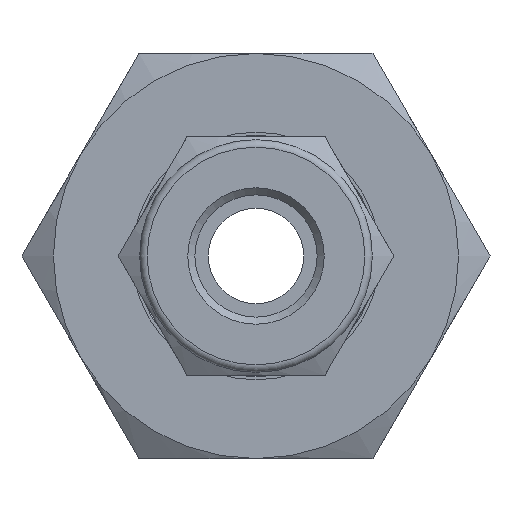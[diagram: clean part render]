
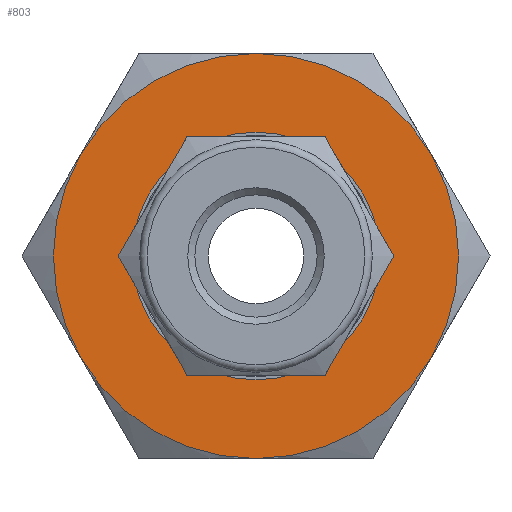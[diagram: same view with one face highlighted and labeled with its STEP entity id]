
A CAD part, left-side view. The second image highlights one B-rep face of the part: STEP entity #803.
In plain terms, the highlighted planar face has unit normal (-1, 0, 0).
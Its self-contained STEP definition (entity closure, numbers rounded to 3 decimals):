
#52=FACE_BOUND('',#209,.T.);
#76=CIRCLE('',#871,6.7);
#99=CIRCLE('',#920,13.494);
#149=FACE_OUTER_BOUND('',#208,.T.);
#208=EDGE_LOOP('',(#701));
#209=EDGE_LOOP('',(#702));
#357=VERTEX_POINT('',#1308);
#389=VERTEX_POINT('',#1442);
#446=EDGE_CURVE('',#357,#357,#76,.T.);
#498=EDGE_CURVE('',#389,#389,#99,.T.);
#701=ORIENTED_EDGE('',*,*,#498,.F.);
#702=ORIENTED_EDGE('',*,*,#446,.T.);
#756=PLANE('',#919);
#803=ADVANCED_FACE('',(#149,#52),#756,.T.);
#871=AXIS2_PLACEMENT_3D('',#1309,#1033,#1034);
#919=AXIS2_PLACEMENT_3D('',#1441,#1146,#1147);
#920=AXIS2_PLACEMENT_3D('',#1443,#1148,#1149);
#1033=DIRECTION('center_axis',(1.,0.,0.));
#1034=DIRECTION('ref_axis',(0.,1.,0.));
#1146=DIRECTION('center_axis',(-1.,0.,0.));
#1147=DIRECTION('ref_axis',(0.,0.,1.));
#1148=DIRECTION('center_axis',(1.,0.,0.));
#1149=DIRECTION('ref_axis',(0.,0.,-1.));
#1308=CARTESIAN_POINT('',(19.271,-6.7,0.));
#1309=CARTESIAN_POINT('Origin',(19.271,0.,0.));
#1441=CARTESIAN_POINT('Origin',(19.271,13.494,0.));
#1442=CARTESIAN_POINT('',(19.271,-13.494,0.));
#1443=CARTESIAN_POINT('Origin',(19.271,0.,0.));
